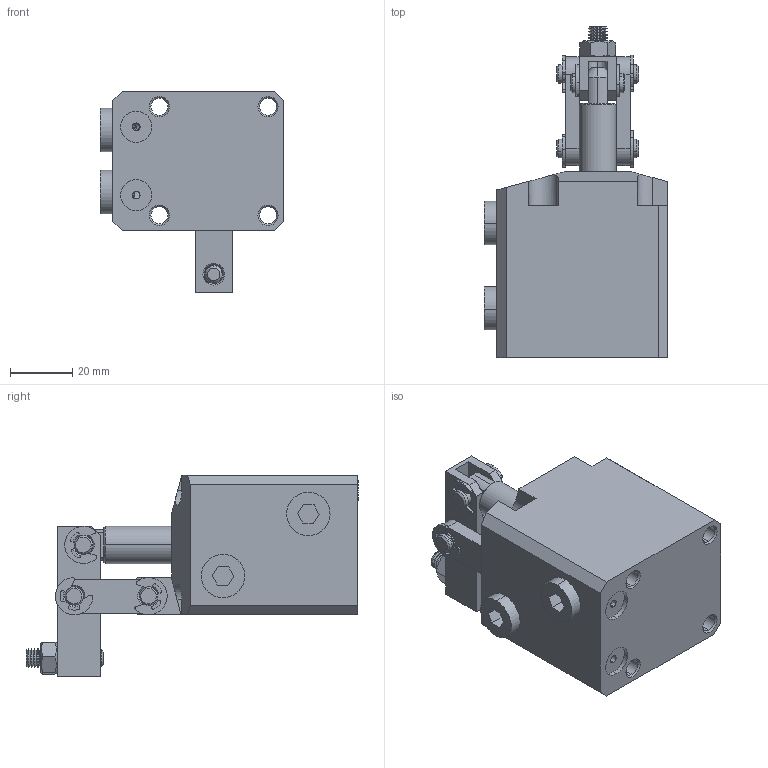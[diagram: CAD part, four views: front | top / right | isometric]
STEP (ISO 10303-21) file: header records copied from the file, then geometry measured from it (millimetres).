
FILE_DESCRIPTION (( 'STEP AP203' ), '1' );
FILE_NAME ('CBLU-25GL話裝蚐揤詰.STEP', '2019-04-13T02:18:53', ( '' ), ( '' ), 'SwSTEP 2.0', 'SolidWorks 2017', '' );
FILE_SCHEMA (( 'CONFIG_CONTROL_DESIGN' ));
Length unit declared in the file: millimetre
Products named in the file (11): 酗种粣_1; socket set screw flat point_iso2_ISO 4026 - M6 x 4-S_1; 囀鞠褒黑芛郔陔_1; CBLU-25GL話裝蚐揤詰; e rings gb_GB_CONNECTING_PIECE_RINGS_HR 6_1; 活塞杆_1; 傻种粣_1; 揤旋_1; CL掛极_1_1; hex nuts, style 1-grades ab gb_GB_FASTENER_NUT_SNAB1 M6-N_1; 蟀裝_1
Assembly tree (19 placements, depth 2):
  CBLU-25GL話裝蚐揤詰
    CL掛极_1_1
    活塞杆_1
    揤旋_1
    蟀裝_1  x2
    hex nuts, style 1-grades ab gb_GB_FASTENER_NUT_SNAB1 M6-N_1
    e rings gb_GB_CONNECTING_PIECE_RINGS_HR 6_1  x7
    酗种粣_1  x2
    傻种粣_1
    socket set screw flat point_iso2_ISO 4026 - M6 x 4-S_1
    囀鞠褒黑芛郔陔_1  x2
Bounding box: 59 x 107 x 65 mm (x, y, z)
Volume: 141923.3 mm3; surface area: 41135.1 mm2
Topology: 21 solids, 21 shells, 697 faces, 1699 edges, 1065 vertices
Faces by surface type: cylinder 316, cone 188, plane 184, bspline 9
Entity records: 19417 total; most frequent: CARTESIAN_POINT 6480, DIRECTION 2529, ORIENTED_EDGE 2356, EDGE_CURVE 1178, AXIS2_PLACEMENT_3D 980, VERTEX_POINT 723, LINE 569, VECTOR 569
